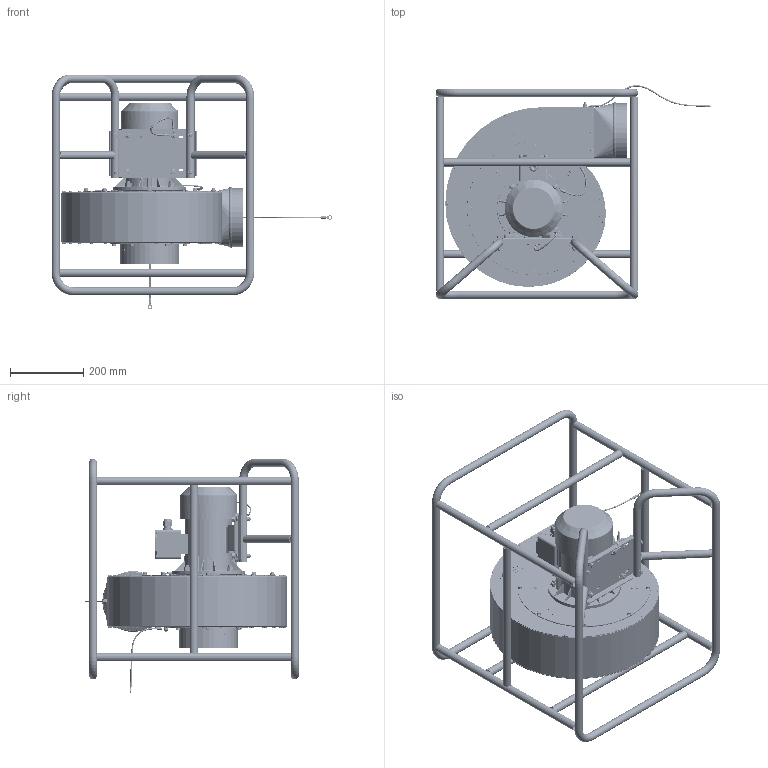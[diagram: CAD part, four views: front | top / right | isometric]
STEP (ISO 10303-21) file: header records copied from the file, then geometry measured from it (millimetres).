
FILE_DESCRIPTION(/* description */ ('888W16 WPA-6-P-N/Ex','CAx-IF Rec.Pracs.---Representation and Presentation of Product Manufacturing Information (PMI)---4.0---2014-10-13'),/* implementation_level */ '2;1');
FILE_NAME(/* name */ '888W16 WPA-6-P-N_Ex.stp',/* time_stamp */ '2022-05-10T10:54:03+02:00',/* author */ ('b.kitowicz'),/* organization */ ('KLIMAWENT S.A.'),/* preprocessor_version */ 'ST-DEVELOPER v18.1',/* originating_system */ 'Autodesk Inventor 2021',/* authorisation */ '');
FILE_SCHEMA (('AP242_MANAGED_MODEL_BASED_3D_ENGINEERING_MIM_LF { 1 0 10303 442 1 1 4 }'));
Length unit declared in the file: millimetre
Products named in the file (1): ~~
Bounding box: 765.35 x 582.07 x 640.02 mm (x, y, z)
Volume: 6164269.9 mm3; surface area: 2883685.7 mm2
Topology: 37 solids, 37 shells, 7564 faces, 19301 edges, 12500 vertices
Faces by surface type: plane 3848, cylinder 1816, bspline 1332, torus 282, cone 265, sphere 21
Full cylindrical faces by diameter (mm): 3 x24, 3.2 x82, 3.3 x6, 3.5 x76, 4 x25, 4.3 x8, 4.5 x8, 4.8 x3, 4.917 x1, 5.5 x7, 6 x51, 6.1 x2, 6.4 x7, 6.5 x103, 7 x13, 7.917 x8, 8 x26, 8.2 x2, 8.4 x7, 8.5 x2, 8.88 x18, 9 x6, 10 x8, 10.5 x1, 11 x4, 11.63 x4, 12 x9, 12.5 x1, 14.63 x4, 16 x6
Entity records: 258003 total; most frequent: CARTESIAN_POINT 72158, ORIENTED_EDGE 38602, DIRECTION 34213, EDGE_CURVE 19301, VERTEX_POINT 12552, AXIS2_PLACEMENT_3D 11888, LINE 10437, VECTOR 10437
